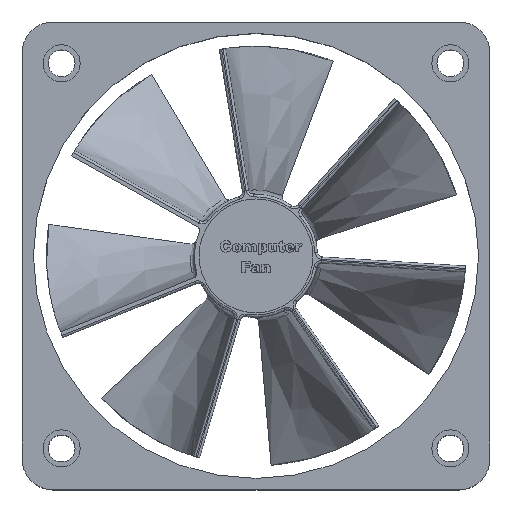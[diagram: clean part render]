
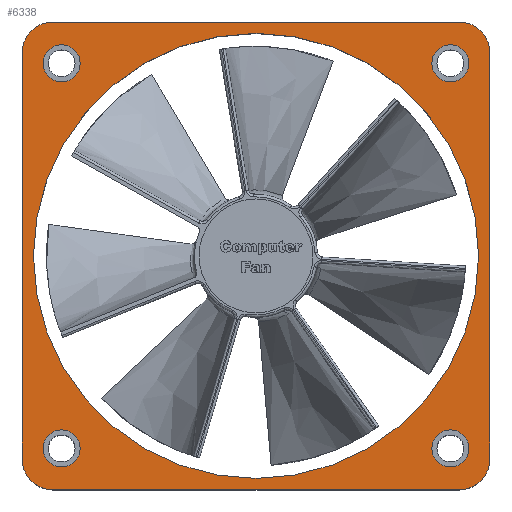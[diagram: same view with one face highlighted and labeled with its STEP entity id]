
A CAD part, top view. The second image highlights one B-rep face of the part: STEP entity #6338.
In plain terms, the highlighted planar face has unit normal (0, 0, 1).
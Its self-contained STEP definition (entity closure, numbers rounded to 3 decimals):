
#155=CIRCLE('',#6600,3.016);
#156=CIRCLE('',#6603,5.);
#157=CIRCLE('',#6604,5.);
#158=CIRCLE('',#6605,5.);
#159=CIRCLE('',#6606,5.);
#160=CIRCLE('',#6607,3.016);
#161=CIRCLE('',#6608,3.016);
#162=CIRCLE('',#6609,36.157);
#163=CIRCLE('',#6610,3.016);
#203=FACE_BOUND('',#1539,.T.);
#204=FACE_BOUND('',#1540,.T.);
#205=FACE_BOUND('',#1541,.T.);
#206=FACE_BOUND('',#1542,.T.);
#207=FACE_BOUND('',#1543,.T.);
#1154=FACE_OUTER_BOUND('',#1538,.T.);
#1538=EDGE_LOOP('',(#5768,#5769,#5770,#5771,#5772,#5773,#5774,#5775));
#1539=EDGE_LOOP('',(#5776));
#1540=EDGE_LOOP('',(#5777));
#1541=EDGE_LOOP('',(#5778));
#1542=EDGE_LOOP('',(#5779));
#1543=EDGE_LOOP('',(#5780));
#1971=LINE('',#14482,#2394);
#1972=LINE('',#14486,#2395);
#1973=LINE('',#14490,#2396);
#1974=LINE('',#14493,#2397);
#2394=VECTOR('',#7490,10.);
#2395=VECTOR('',#7493,10.);
#2396=VECTOR('',#7496,10.);
#2397=VECTOR('',#7499,10.);
#3021=VERTEX_POINT('',#14473);
#3022=VERTEX_POINT('',#14478);
#3023=VERTEX_POINT('',#14479);
#3024=VERTEX_POINT('',#14481);
#3025=VERTEX_POINT('',#14483);
#3026=VERTEX_POINT('',#14485);
#3027=VERTEX_POINT('',#14487);
#3028=VERTEX_POINT('',#14489);
#3029=VERTEX_POINT('',#14491);
#3030=VERTEX_POINT('',#14494);
#3031=VERTEX_POINT('',#14496);
#3032=VERTEX_POINT('',#14498);
#3033=VERTEX_POINT('',#14500);
#3946=EDGE_CURVE('',#3021,#3021,#155,.T.);
#3947=EDGE_CURVE('',#3022,#3023,#156,.T.);
#3948=EDGE_CURVE('',#3022,#3024,#1971,.T.);
#3949=EDGE_CURVE('',#3025,#3024,#157,.T.);
#3950=EDGE_CURVE('',#3025,#3026,#1972,.T.);
#3951=EDGE_CURVE('',#3027,#3026,#158,.T.);
#3952=EDGE_CURVE('',#3027,#3028,#1973,.T.);
#3953=EDGE_CURVE('',#3029,#3028,#159,.T.);
#3954=EDGE_CURVE('',#3029,#3023,#1974,.T.);
#3955=EDGE_CURVE('',#3030,#3030,#160,.T.);
#3956=EDGE_CURVE('',#3031,#3031,#161,.T.);
#3957=EDGE_CURVE('',#3032,#3032,#162,.T.);
#3958=EDGE_CURVE('',#3033,#3033,#163,.T.);
#5768=ORIENTED_EDGE('',*,*,#3947,.F.);
#5769=ORIENTED_EDGE('',*,*,#3948,.T.);
#5770=ORIENTED_EDGE('',*,*,#3949,.F.);
#5771=ORIENTED_EDGE('',*,*,#3950,.T.);
#5772=ORIENTED_EDGE('',*,*,#3951,.F.);
#5773=ORIENTED_EDGE('',*,*,#3952,.T.);
#5774=ORIENTED_EDGE('',*,*,#3953,.F.);
#5775=ORIENTED_EDGE('',*,*,#3954,.T.);
#5776=ORIENTED_EDGE('',*,*,#3955,.T.);
#5777=ORIENTED_EDGE('',*,*,#3956,.T.);
#5778=ORIENTED_EDGE('',*,*,#3957,.T.);
#5779=ORIENTED_EDGE('',*,*,#3958,.T.);
#5780=ORIENTED_EDGE('',*,*,#3946,.T.);
#5979=PLANE('',#6602);
#6338=ADVANCED_FACE('',(#1154,#203,#204,#205,#206,#207),#5979,.T.);
#6600=AXIS2_PLACEMENT_3D('',#14475,#7482,#7483);
#6602=AXIS2_PLACEMENT_3D('',#14477,#7486,#7487);
#6603=AXIS2_PLACEMENT_3D('',#14480,#7488,#7489);
#6604=AXIS2_PLACEMENT_3D('',#14484,#7491,#7492);
#6605=AXIS2_PLACEMENT_3D('',#14488,#7494,#7495);
#6606=AXIS2_PLACEMENT_3D('',#14492,#7497,#7498);
#6607=AXIS2_PLACEMENT_3D('',#14495,#7500,#7501);
#6608=AXIS2_PLACEMENT_3D('',#14497,#7502,#7503);
#6609=AXIS2_PLACEMENT_3D('',#14499,#7504,#7505);
#6610=AXIS2_PLACEMENT_3D('',#14501,#7506,#7507);
#7482=DIRECTION('center_axis',(0.,0.,-1.));
#7483=DIRECTION('ref_axis',(1.,0.,0.));
#7486=DIRECTION('center_axis',(0.,0.,1.));
#7487=DIRECTION('ref_axis',(1.,0.,0.));
#7488=DIRECTION('center_axis',(0.,0.,-1.));
#7489=DIRECTION('ref_axis',(-0.707,-0.707,0.));
#7490=DIRECTION('',(1.,0.,0.));
#7491=DIRECTION('center_axis',(0.,0.,-1.));
#7492=DIRECTION('ref_axis',(0.707,-0.707,0.));
#7493=DIRECTION('',(0.,1.,0.));
#7494=DIRECTION('center_axis',(0.,0.,-1.));
#7495=DIRECTION('ref_axis',(0.707,0.707,0.));
#7496=DIRECTION('',(-1.,0.,0.));
#7497=DIRECTION('center_axis',(0.,0.,-1.));
#7498=DIRECTION('ref_axis',(-0.707,0.707,0.));
#7499=DIRECTION('',(0.,-1.,0.));
#7500=DIRECTION('center_axis',(0.,0.,-1.));
#7501=DIRECTION('ref_axis',(1.,0.,0.));
#7502=DIRECTION('center_axis',(0.,0.,-1.));
#7503=DIRECTION('ref_axis',(1.,0.,0.));
#7504=DIRECTION('center_axis',(0.,0.,-1.));
#7505=DIRECTION('ref_axis',(1.,0.,0.));
#7506=DIRECTION('center_axis',(0.,0.,-1.));
#7507=DIRECTION('ref_axis',(1.,0.,0.));
#14473=CARTESIAN_POINT('',(-34.598,-31.281,0.));
#14475=CARTESIAN_POINT('Origin',(-31.582,-31.281,0.));
#14477=CARTESIAN_POINT('Origin',(0.,0.,
0.));
#14478=CARTESIAN_POINT('',(-33.,-38.,0.));
#14479=CARTESIAN_POINT('',(-38.,-33.,0.));
#14480=CARTESIAN_POINT('Origin',(-33.,-33.,0.));
#14481=CARTESIAN_POINT('',(33.,-38.,0.));
#14482=CARTESIAN_POINT('',(38.,-38.,0.));
#14483=CARTESIAN_POINT('',(38.,-33.,0.));
#14484=CARTESIAN_POINT('Origin',(33.,-33.,0.));
#14485=CARTESIAN_POINT('',(38.,33.,0.));
#14486=CARTESIAN_POINT('',(38.,38.,0.));
#14487=CARTESIAN_POINT('',(33.,38.,0.));
#14488=CARTESIAN_POINT('Origin',(33.,33.,0.));
#14489=CARTESIAN_POINT('',(-33.,38.,0.));
#14490=CARTESIAN_POINT('',(-38.,38.,0.));
#14491=CARTESIAN_POINT('',(-38.,33.,0.));
#14492=CARTESIAN_POINT('Origin',(-33.,33.,0.));
#14493=CARTESIAN_POINT('',(-38.,-38.,0.));
#14494=CARTESIAN_POINT('',(-34.598,31.281,0.));
#14495=CARTESIAN_POINT('Origin',(-31.582,31.281,0.));
#14496=CARTESIAN_POINT('',(28.566,31.281,0.));
#14497=CARTESIAN_POINT('Origin',(31.582,31.281,0.));
#14498=CARTESIAN_POINT('',(-36.157,0.,0.));
#14499=CARTESIAN_POINT('Origin',(0.,0.,
0.));
#14500=CARTESIAN_POINT('',(28.566,-31.281,0.));
#14501=CARTESIAN_POINT('Origin',(31.582,-31.281,0.));
